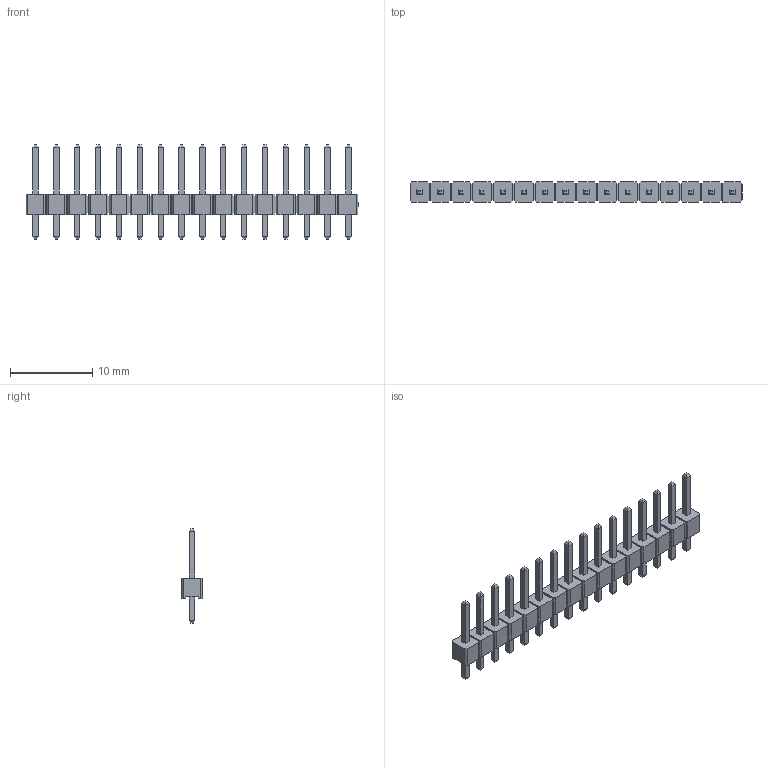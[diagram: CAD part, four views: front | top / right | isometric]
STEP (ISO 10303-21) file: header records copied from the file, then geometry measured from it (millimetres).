
FILE_DESCRIPTION(/* description */ ('Designed by EasyEDA Pro'),/* implementation_level */ '2;1');
FILE_NAME(/* name */ 'PZ_2.54_1X16P_LH.step',/* time_stamp */ '2025-03-27T09:30:45+08:00',/* author */ (''),/* organization */ (''),/* preprocessor_version */ 'ST-DEVELOPER v20.1',/* originating_system */ 'Autodesk Translation Framework v14.4.0.0',/* authorisation */ '');
FILE_SCHEMA (('AUTOMOTIVE_DESIGN { 1 0 10303 214 3 1 1 }'));
Length unit declared in the file: millimetre
Products named in the file (3): Epcu-PCBModel; Epcu-Board; Epcu-U1-HDR-TH_16P-P2.54-V-M-2
Assembly tree (2 placements, depth 2):
  Epcu-PCBModel
    Epcu-Board
    Epcu-U1-HDR-TH_16P-P2.54-V-M-2
Bounding box: 40.44 x 2.5 x 11.5 mm (x, y, z)
Volume: 290.2 mm3; surface area: 825.5 mm2
Topology: 1 solids, 1 shells, 765 faces, 2008 edges, 1296 vertices
Faces by surface type: plane 667, bspline 98
Entity records: 24144 total; most frequent: CARTESIAN_POINT 5110, ORIENTED_EDGE 4016, DIRECTION 3332, EDGE_CURVE 2008, LINE 1812, VECTOR 1812, VERTEX_POINT 1296, EDGE_LOOP 816
